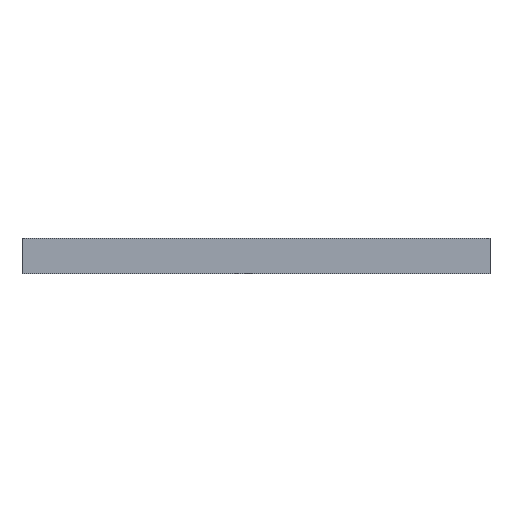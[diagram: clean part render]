
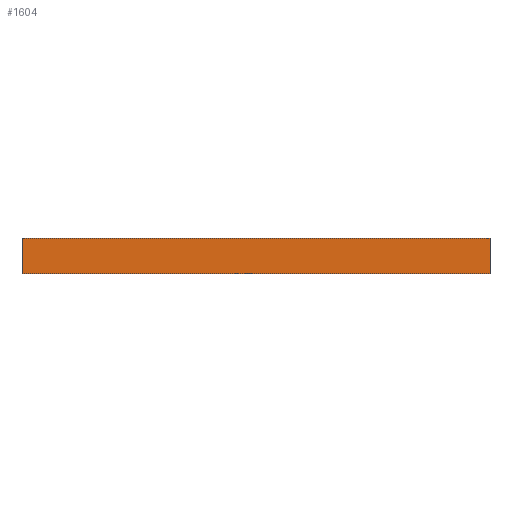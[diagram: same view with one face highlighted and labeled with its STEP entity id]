
A CAD part, front view. The second image highlights one B-rep face of the part: STEP entity #1604.
In plain terms, the highlighted planar face has unit normal (0, -1, 0).
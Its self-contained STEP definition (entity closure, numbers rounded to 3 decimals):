
#4 = DIRECTION ( 'NONE',  ( 0., 0., -1. ) ) ;
#196 = VECTOR ( 'NONE', #1226, 1000. ) ;
#255 = EDGE_CURVE ( 'NONE', #1270, #566, #1215, .T. ) ;
#302 = CARTESIAN_POINT ( 'NONE',  ( 20., -50., 3. ) ) ;
#332 = CARTESIAN_POINT ( 'NONE',  ( 20., -50., 0. ) ) ;
#359 = DIRECTION ( 'NONE',  ( 0., 1., 0. ) ) ;
#373 = EDGE_CURVE ( 'NONE', #1117, #1270, #1499, .T. ) ;
#496 = EDGE_LOOP ( 'NONE', ( #704, #563, #1260, #560 ) ) ;
#499 = DIRECTION ( 'NONE',  ( 0., 0., -1. ) ) ;
#560 = ORIENTED_EDGE ( 'NONE', *, *, #373, .T. ) ;
#563 = ORIENTED_EDGE ( 'NONE', *, *, #684, .F. ) ;
#566 = VERTEX_POINT ( 'NONE', #332 ) ;
#599 = DIRECTION ( 'NONE',  ( -1., 0., 0. ) ) ;
#665 = CARTESIAN_POINT ( 'NONE',  ( 20., -50., 0. ) ) ;
#684 = EDGE_CURVE ( 'NONE', #854, #566, #1396, .T. ) ;
#704 = ORIENTED_EDGE ( 'NONE', *, *, #255, .T. ) ;
#854 = VERTEX_POINT ( 'NONE', #302 ) ;
#876 = AXIS2_PLACEMENT_3D ( 'NONE', #1488, #359, #599 ) ;
#973 = CARTESIAN_POINT ( 'NONE',  ( 20., -50., 3. ) ) ;
#1112 = PLANE ( 'NONE',  #876 ) ;
#1117 = VERTEX_POINT ( 'NONE', #1570 ) ;
#1188 = CARTESIAN_POINT ( 'NONE',  ( -20., -50., 0. ) ) ;
#1214 = CARTESIAN_POINT ( 'NONE',  ( 20., -50., 3. ) ) ;
#1215 = LINE ( 'NONE', #665, #1478 ) ;
#1226 = DIRECTION ( 'NONE',  ( 1., 0., 0. ) ) ;
#1227 = LINE ( 'NONE', #1214, #196 ) ;
#1238 = CARTESIAN_POINT ( 'NONE',  ( -20., -50., 3. ) ) ;
#1255 = VECTOR ( 'NONE', #499, 1000. ) ;
#1260 = ORIENTED_EDGE ( 'NONE', *, *, #1397, .F. ) ;
#1270 = VERTEX_POINT ( 'NONE', #1188 ) ;
#1274 = DIRECTION ( 'NONE',  ( 1., 0., 0. ) ) ;
#1396 = LINE ( 'NONE', #973, #1591 ) ;
#1397 = EDGE_CURVE ( 'NONE', #1117, #854, #1227, .T. ) ;
#1478 = VECTOR ( 'NONE', #1274, 1000. ) ;
#1488 = CARTESIAN_POINT ( 'NONE',  ( 20., -50., 3. ) ) ;
#1499 = LINE ( 'NONE', #1238, #1255 ) ;
#1568 = FACE_OUTER_BOUND ( 'NONE', #496, .T. ) ;
#1570 = CARTESIAN_POINT ( 'NONE',  ( -20., -50., 3. ) ) ;
#1591 = VECTOR ( 'NONE', #4, 1000. ) ;
#1604 = ADVANCED_FACE ( 'NONE', ( #1568 ), #1112, .F. ) ;
